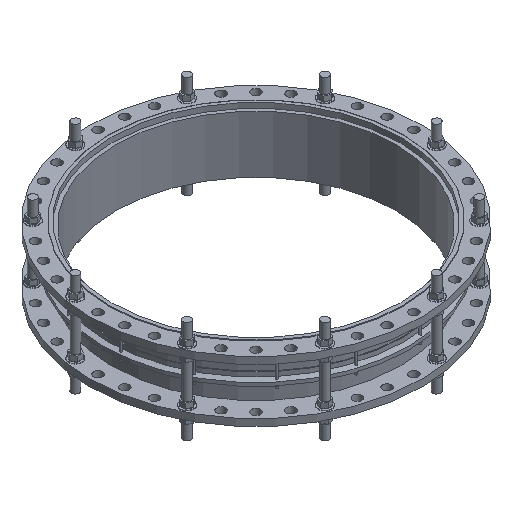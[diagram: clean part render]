
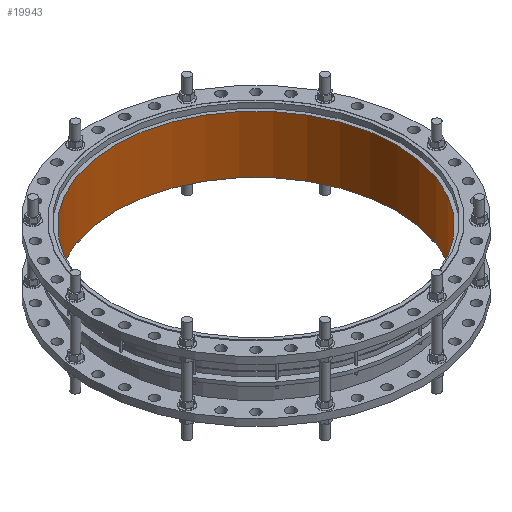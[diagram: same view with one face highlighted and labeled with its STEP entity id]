
A CAD part, isometric view. The second image highlights one B-rep face of the part: STEP entity #19943.
In plain terms, the highlighted cylindrical face has radius 810 mm (diameter 1620 mm), a full revolution.
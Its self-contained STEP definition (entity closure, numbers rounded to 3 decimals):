
#2646=FACE_OUTER_BOUND('',#3924,.T.);
#3924=EDGE_LOOP('',(#17170,#17171,#17172,#17173,#17174,#17175));
#5527=LINE('',#36835,#7141);
#7141=VECTOR('',#25949,810.);
#7821=CIRCLE('',#20495,810.);
#7822=CIRCLE('',#20496,810.);
#8363=CIRCLE('',#21662,810.);
#8364=CIRCLE('',#21663,810.);
#8679=VERTEX_POINT('',#27930);
#8680=VERTEX_POINT('',#27931);
#9983=VERTEX_POINT('',#36834);
#9984=VERTEX_POINT('',#36836);
#10686=EDGE_CURVE('',#8679,#8680,#7821,.T.);
#10687=EDGE_CURVE('',#8680,#8679,#7822,.T.);
#12554=EDGE_CURVE('',#8680,#9983,#5527,.T.);
#12555=EDGE_CURVE('',#9984,#9983,#8363,.T.);
#12556=EDGE_CURVE('',#9983,#9984,#8364,.T.);
#17170=ORIENTED_EDGE('',*,*,#10686,.F.);
#17171=ORIENTED_EDGE('',*,*,#10687,.F.);
#17172=ORIENTED_EDGE('',*,*,#12554,.T.);
#17173=ORIENTED_EDGE('',*,*,#12555,.F.);
#17174=ORIENTED_EDGE('',*,*,#12556,.F.);
#17175=ORIENTED_EDGE('',*,*,#12554,.F.);
#19122=CYLINDRICAL_SURFACE('',#21661,810.);
#19943=ADVANCED_FACE('',(#2646),#19122,.F.);
#20495=AXIS2_PLACEMENT_3D('',#27932,#22629,#22630);
#20496=AXIS2_PLACEMENT_3D('',#27933,#22631,#22632);
#21661=AXIS2_PLACEMENT_3D('',#36833,#25947,#25948);
#21662=AXIS2_PLACEMENT_3D('',#36837,#25950,#25951);
#21663=AXIS2_PLACEMENT_3D('',#36838,#25952,#25953);
#22629=DIRECTION('center_axis',(0.,0.,1.));
#22630=DIRECTION('ref_axis',(1.,0.,0.));
#22631=DIRECTION('center_axis',(0.,0.,1.));
#22632=DIRECTION('ref_axis',(1.,0.,0.));
#25947=DIRECTION('center_axis',(0.,0.,-1.));
#25948=DIRECTION('ref_axis',(0.,1.,0.));
#25949=DIRECTION('',(0.,0.,1.));
#25950=DIRECTION('center_axis',(0.,0.,-1.));
#25951=DIRECTION('ref_axis',(1.,0.,0.));
#25952=DIRECTION('center_axis',(0.,0.,-1.));
#25953=DIRECTION('ref_axis',(1.,0.,0.));
#27930=CARTESIAN_POINT('',(-810.,0.,-355.));
#27931=CARTESIAN_POINT('',(0.,-810.,-355.));
#27932=CARTESIAN_POINT('Origin',(0.,0.,-355.));
#27933=CARTESIAN_POINT('Origin',(0.,0.,-355.));
#36833=CARTESIAN_POINT('Origin',(0.,0.,-187.5));
#36834=CARTESIAN_POINT('',(0.,-810.,-25.));
#36835=CARTESIAN_POINT('',(0.,-810.,-187.5));
#36836=CARTESIAN_POINT('',(0.,810.,-25.));
#36837=CARTESIAN_POINT('Origin',(0.,0.,-25.));
#36838=CARTESIAN_POINT('Origin',(0.,0.,-25.));
